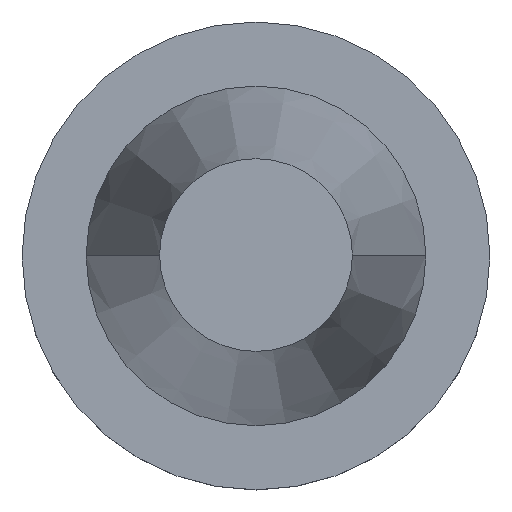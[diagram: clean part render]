
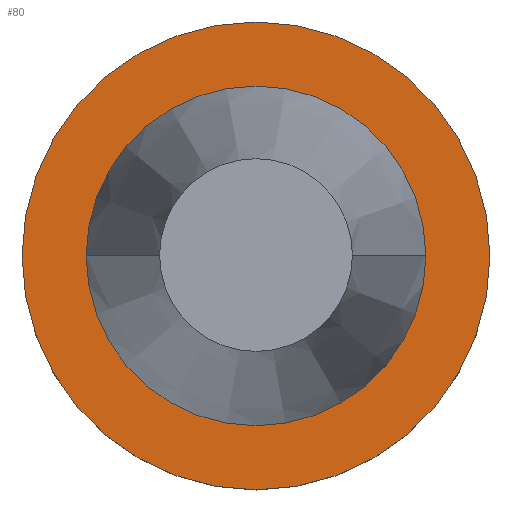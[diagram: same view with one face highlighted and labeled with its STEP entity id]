
A CAD part, top view. The second image highlights one B-rep face of the part: STEP entity #80.
In plain terms, the highlighted planar face has unit normal (0, 0, 1).
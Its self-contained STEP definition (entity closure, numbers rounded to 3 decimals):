
#50=FACE_BOUND('',#117,.T.);
#51=FACE_BOUND('',#118,.T.);
#73=PLANE('',#346);
#80=ADVANCED_FACE('',(#50,#51),#73,.F.);
#117=EDGE_LOOP('',(#181));
#118=EDGE_LOOP('',(#182,#183));
#150=CIRCLE('',#343,48.75);
#151=CIRCLE('',#344,35.392);
#152=CIRCLE('',#345,35.392);
#181=ORIENTED_EDGE('',*,*,#268,.T.);
#182=ORIENTED_EDGE('',*,*,#269,.T.);
#183=ORIENTED_EDGE('',*,*,#270,.T.);
#241=VERTEX_POINT('',#508);
#242=VERTEX_POINT('',#510);
#243=VERTEX_POINT('',#511);
#268=EDGE_CURVE('',#241,#241,#150,.T.);
#269=EDGE_CURVE('',#242,#243,#151,.T.);
#270=EDGE_CURVE('',#243,#242,#152,.T.);
#343=AXIS2_PLACEMENT_3D('',#507,#406,#407);
#344=AXIS2_PLACEMENT_3D('',#509,#408,#409);
#345=AXIS2_PLACEMENT_3D('',#512,#410,#411);
#346=AXIS2_PLACEMENT_3D('',#513,#412,#413);
#406=DIRECTION('',(0.,0.,1.));
#407=DIRECTION('',(-1.,0.,0.));
#408=DIRECTION('',(0.,0.,-1.));
#409=DIRECTION('',(-1.,0.,0.));
#410=DIRECTION('',(0.,0.,-1.));
#411=DIRECTION('',(-1.,0.,0.));
#412=DIRECTION('',(0.,0.,-1.));
#413=DIRECTION('',(-1.,0.,0.));
#507=CARTESIAN_POINT('',(-0.012,0.,-3.2));
#508=CARTESIAN_POINT('',(-48.762,0.,-3.2));
#509=CARTESIAN_POINT('',(-0.012,0.,-3.2));
#510=CARTESIAN_POINT('',(35.38,0.,-3.2));
#511=CARTESIAN_POINT('',(-35.403,0.,-3.2));
#512=CARTESIAN_POINT('',(-0.012,0.,-3.2));
#513=CARTESIAN_POINT('',(-0.012,-35.392,-3.2));
